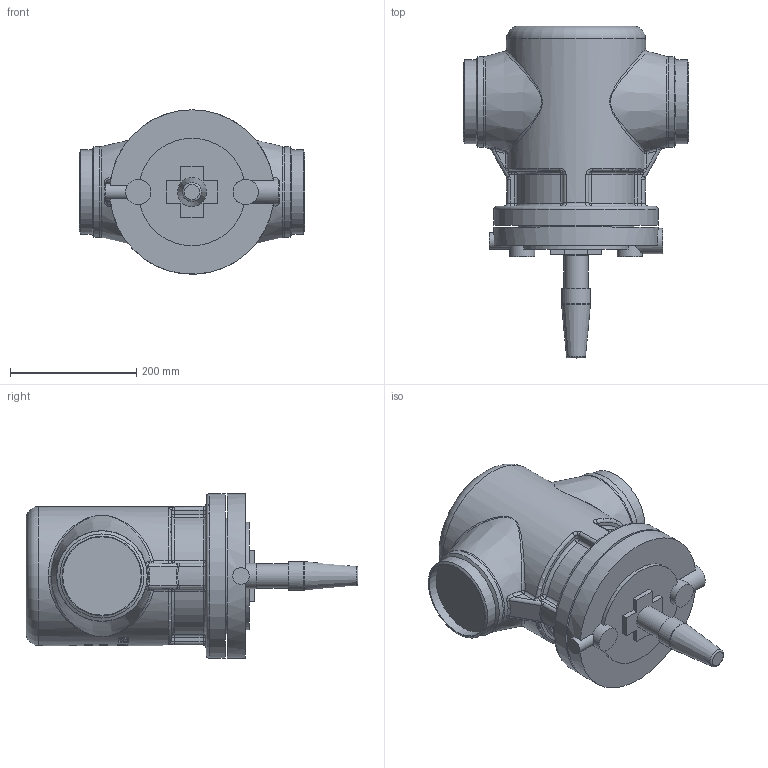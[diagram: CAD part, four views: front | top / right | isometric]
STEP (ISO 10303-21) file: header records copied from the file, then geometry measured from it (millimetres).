
FILE_DESCRIPTION(('TFLEX Exchange Step'),'2;1');
FILE_NAME('027B3125R.stp', '2024-07-02T16:28:57+03:00',('RUCO3378'),('Unknown organisation'),'TFLEX Exchange 2024.4','T-FLEX CAD','Unknown authorisation');
FILE_SCHEMA( ('AP203_CONFIGURATION_CONTROLLED_3D_DESIGN_OF_MECHANICAL_PARTS_AND_ASSEMBLIES_MIM_LF') );
Length unit declared in the file: millimetre
Products named in the file (1): Assembly
Bounding box: 356 x 525 x 260 mm (x, y, z)
Volume: 16362977.3 mm3; surface area: 517401.6 mm2
Topology: 1 solids, 1 shells, 516 faces, 1361 edges, 880 vertices
Faces by surface type: bspline 203, plane 167, cylinder 89, torus 30, sphere 20, cone 7
Full cylindrical faces by diameter (mm): 26 x1, 32 x1, 38 x1, 40 x3, 46 x1, 124 x2, 133 x2, 143 x2, 183 x1, 220 x1, 260 x2
Entity records: 24204 total; most frequent: CARTESIAN_POINT 13033, ORIENTED_EDGE 2722, DIRECTION 1705, EDGE_CURVE 1361, VERTEX_POINT 880, AXIS2_PLACEMENT_3D 673, B_SPLINE_CURVE_WITH_KNOTS 636, EDGE_LOOP 549
